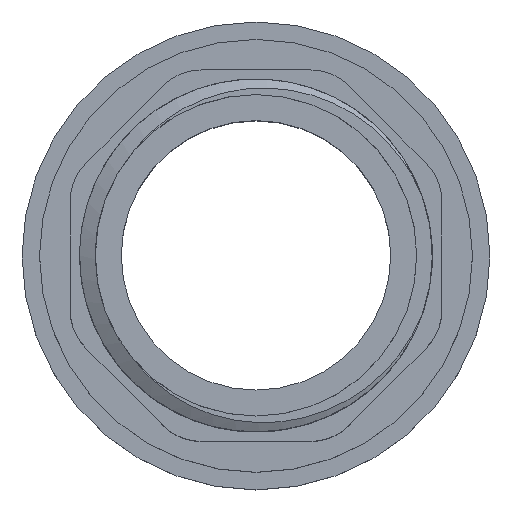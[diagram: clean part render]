
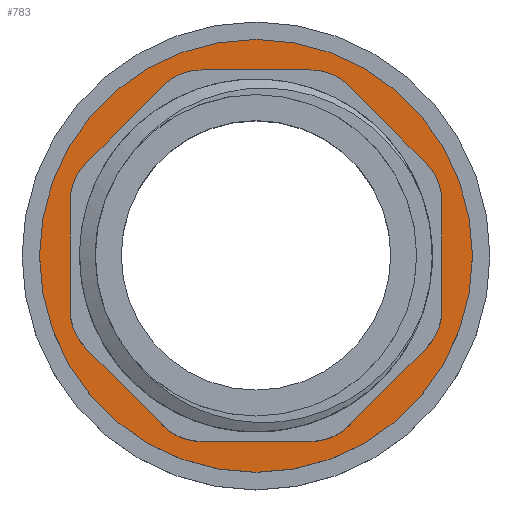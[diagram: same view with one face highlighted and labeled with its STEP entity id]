
A CAD part, top view. The second image highlights one B-rep face of the part: STEP entity #783.
In plain terms, the highlighted planar face has unit normal (0, 0, 1).
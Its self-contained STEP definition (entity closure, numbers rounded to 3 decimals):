
#22=FACE_BOUND('',#113,.T.);
#28=PLANE('',#864);
#62=FACE_OUTER_BOUND('',#112,.T.);
#112=EDGE_LOOP('',(#605));
#113=EDGE_LOOP('',(#606,#607,#608,#609,#610,#611,#612,#613,#614,#615,#616,
#617,#618,#619,#620,#621));
#155=CIRCLE('',#863,20.4);
#156=CIRCLE('',#865,5.);
#157=CIRCLE('',#866,5.);
#158=CIRCLE('',#867,5.);
#159=CIRCLE('',#868,5.);
#160=CIRCLE('',#869,5.);
#161=CIRCLE('',#870,5.);
#162=CIRCLE('',#871,5.);
#163=CIRCLE('',#872,5.);
#227=LINE('',#3819,#278);
#228=LINE('',#3823,#279);
#229=LINE('',#3827,#280);
#230=LINE('',#3831,#281);
#231=LINE('',#3835,#282);
#232=LINE('',#3839,#283);
#233=LINE('',#3843,#284);
#234=LINE('',#3847,#285);
#278=VECTOR('',#1014,1.);
#279=VECTOR('',#1017,1.);
#280=VECTOR('',#1020,1.);
#281=VECTOR('',#1023,1.);
#282=VECTOR('',#1026,1.);
#283=VECTOR('',#1029,1.);
#284=VECTOR('',#1032,1.);
#285=VECTOR('',#1035,1.);
#363=VERTEX_POINT('',#3813);
#364=VERTEX_POINT('',#3817);
#365=VERTEX_POINT('',#3818);
#366=VERTEX_POINT('',#3820);
#367=VERTEX_POINT('',#3822);
#368=VERTEX_POINT('',#3824);
#369=VERTEX_POINT('',#3826);
#370=VERTEX_POINT('',#3828);
#371=VERTEX_POINT('',#3830);
#372=VERTEX_POINT('',#3832);
#373=VERTEX_POINT('',#3834);
#374=VERTEX_POINT('',#3836);
#375=VERTEX_POINT('',#3838);
#376=VERTEX_POINT('',#3840);
#377=VERTEX_POINT('',#3842);
#378=VERTEX_POINT('',#3844);
#379=VERTEX_POINT('',#3846);
#460=EDGE_CURVE('',#363,#363,#155,.T.);
#461=EDGE_CURVE('',#364,#365,#227,.T.);
#462=EDGE_CURVE('',#364,#366,#156,.T.);
#463=EDGE_CURVE('',#367,#366,#228,.T.);
#464=EDGE_CURVE('',#367,#368,#157,.T.);
#465=EDGE_CURVE('',#369,#368,#229,.T.);
#466=EDGE_CURVE('',#369,#370,#158,.T.);
#467=EDGE_CURVE('',#371,#370,#230,.T.);
#468=EDGE_CURVE('',#371,#372,#159,.T.);
#469=EDGE_CURVE('',#373,#372,#231,.T.);
#470=EDGE_CURVE('',#373,#374,#160,.T.);
#471=EDGE_CURVE('',#375,#374,#232,.T.);
#472=EDGE_CURVE('',#375,#376,#161,.T.);
#473=EDGE_CURVE('',#377,#376,#233,.T.);
#474=EDGE_CURVE('',#377,#378,#162,.T.);
#475=EDGE_CURVE('',#379,#378,#234,.T.);
#476=EDGE_CURVE('',#379,#365,#163,.T.);
#605=ORIENTED_EDGE('',*,*,#460,.F.);
#606=ORIENTED_EDGE('',*,*,#461,.F.);
#607=ORIENTED_EDGE('',*,*,#462,.T.);
#608=ORIENTED_EDGE('',*,*,#463,.F.);
#609=ORIENTED_EDGE('',*,*,#464,.T.);
#610=ORIENTED_EDGE('',*,*,#465,.F.);
#611=ORIENTED_EDGE('',*,*,#466,.T.);
#612=ORIENTED_EDGE('',*,*,#467,.F.);
#613=ORIENTED_EDGE('',*,*,#468,.T.);
#614=ORIENTED_EDGE('',*,*,#469,.F.);
#615=ORIENTED_EDGE('',*,*,#470,.T.);
#616=ORIENTED_EDGE('',*,*,#471,.F.);
#617=ORIENTED_EDGE('',*,*,#472,.T.);
#618=ORIENTED_EDGE('',*,*,#473,.F.);
#619=ORIENTED_EDGE('',*,*,#474,.T.);
#620=ORIENTED_EDGE('',*,*,#475,.F.);
#621=ORIENTED_EDGE('',*,*,#476,.T.);
#783=ADVANCED_FACE('',(#62,#22),#28,.T.);
#863=AXIS2_PLACEMENT_3D('',#3815,#1010,#1011);
#864=AXIS2_PLACEMENT_3D('',#3816,#1012,#1013);
#865=AXIS2_PLACEMENT_3D('',#3821,#1015,#1016);
#866=AXIS2_PLACEMENT_3D('',#3825,#1018,#1019);
#867=AXIS2_PLACEMENT_3D('',#3829,#1021,#1022);
#868=AXIS2_PLACEMENT_3D('',#3833,#1024,#1025);
#869=AXIS2_PLACEMENT_3D('',#3837,#1027,#1028);
#870=AXIS2_PLACEMENT_3D('',#3841,#1030,#1031);
#871=AXIS2_PLACEMENT_3D('',#3845,#1033,#1034);
#872=AXIS2_PLACEMENT_3D('',#3848,#1036,#1037);
#1010=DIRECTION('center_axis',(0.,0.,-1.));
#1011=DIRECTION('ref_axis',(0.,1.,0.));
#1012=DIRECTION('center_axis',(0.,0.,1.));
#1013=DIRECTION('ref_axis',(0.,-1.,0.));
#1014=DIRECTION('',(-0.707,0.707,0.));
#1015=DIRECTION('center_axis',(0.,0.,-1.));
#1016=DIRECTION('ref_axis',(0.,-1.,0.));
#1017=DIRECTION('',(0.,1.,0.));
#1018=DIRECTION('center_axis',(0.,0.,-1.));
#1019=DIRECTION('ref_axis',(0.,-1.,0.));
#1020=DIRECTION('',(0.707,0.707,0.));
#1021=DIRECTION('center_axis',(0.,0.,-1.));
#1022=DIRECTION('ref_axis',(0.,-1.,0.));
#1023=DIRECTION('',(1.,0.,0.));
#1024=DIRECTION('center_axis',(0.,0.,-1.));
#1025=DIRECTION('ref_axis',(0.,-1.,0.));
#1026=DIRECTION('',(0.707,-0.707,0.));
#1027=DIRECTION('center_axis',(0.,0.,-1.));
#1028=DIRECTION('ref_axis',(0.,-1.,0.));
#1029=DIRECTION('',(0.,-1.,0.));
#1030=DIRECTION('center_axis',(0.,0.,-1.));
#1031=DIRECTION('ref_axis',(0.,-1.,0.));
#1032=DIRECTION('',(-0.707,-0.707,0.));
#1033=DIRECTION('center_axis',(0.,0.,-1.));
#1034=DIRECTION('ref_axis',(0.,-1.,0.));
#1035=DIRECTION('',(-1.,0.,0.));
#1036=DIRECTION('center_axis',(0.,0.,-1.));
#1037=DIRECTION('ref_axis',(0.,-1.,0.));
#3813=CARTESIAN_POINT('',(0.,-20.4,8.7));
#3815=CARTESIAN_POINT('Origin',(0.,0.,8.7));
#3816=CARTESIAN_POINT('Origin',(-20.4,0.,8.7));
#3817=CARTESIAN_POINT('',(16.036,8.713,8.7));
#3818=CARTESIAN_POINT('',(8.713,16.036,8.7));
#3819=CARTESIAN_POINT('',(2.174,22.574,8.7));
#3820=CARTESIAN_POINT('',(17.5,5.178,8.7));
#3821=CARTESIAN_POINT('Origin',(12.5,5.178,8.7));
#3822=CARTESIAN_POINT('',(17.5,-5.178,8.7));
#3823=CARTESIAN_POINT('',(17.5,0.,8.7));
#3824=CARTESIAN_POINT('',(16.036,-8.713,8.7));
#3825=CARTESIAN_POINT('Origin',(12.5,-5.178,8.7));
#3826=CARTESIAN_POINT('',(8.713,-16.036,8.7));
#3827=CARTESIAN_POINT('',(2.174,-22.574,8.7));
#3828=CARTESIAN_POINT('',(5.178,-17.5,8.7));
#3829=CARTESIAN_POINT('Origin',(5.178,-12.5,8.7));
#3830=CARTESIAN_POINT('',(-5.178,-17.5,8.7));
#3831=CARTESIAN_POINT('',(-20.4,-17.5,8.7));
#3832=CARTESIAN_POINT('',(-8.713,-16.036,8.7));
#3833=CARTESIAN_POINT('Origin',(-5.178,-12.5,8.7));
#3834=CARTESIAN_POINT('',(-16.036,-8.713,8.7));
#3835=CARTESIAN_POINT('',(-22.574,-2.174,8.7));
#3836=CARTESIAN_POINT('',(-17.5,-5.178,8.7));
#3837=CARTESIAN_POINT('Origin',(-12.5,-5.178,8.7));
#3838=CARTESIAN_POINT('',(-17.5,5.178,8.7));
#3839=CARTESIAN_POINT('',(-17.5,0.,8.7));
#3840=CARTESIAN_POINT('',(-16.036,8.713,8.7));
#3841=CARTESIAN_POINT('Origin',(-12.5,5.178,8.7));
#3842=CARTESIAN_POINT('',(-8.713,16.036,8.7));
#3843=CARTESIAN_POINT('',(-22.574,2.174,8.7));
#3844=CARTESIAN_POINT('',(-5.178,17.5,8.7));
#3845=CARTESIAN_POINT('Origin',(-5.178,12.5,8.7));
#3846=CARTESIAN_POINT('',(5.178,17.5,8.7));
#3847=CARTESIAN_POINT('',(-20.4,17.5,8.7));
#3848=CARTESIAN_POINT('Origin',(5.178,12.5,8.7));
